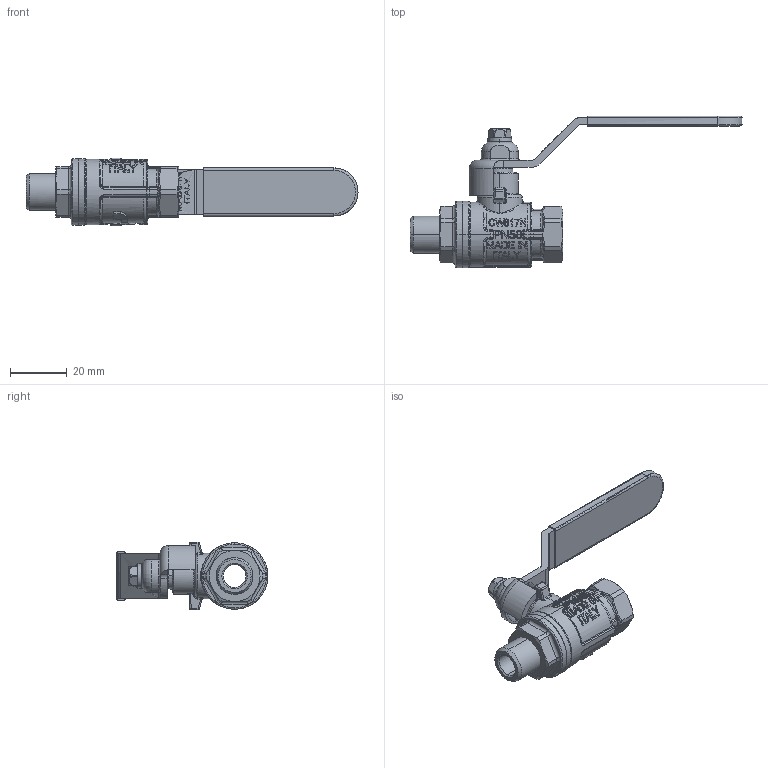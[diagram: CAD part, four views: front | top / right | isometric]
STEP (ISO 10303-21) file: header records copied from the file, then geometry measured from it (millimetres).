
FILE_DESCRIPTION (( 'STEP AP214' ), '1' );
FILE_NAME ('IT-VIENNA21702_R.STEP', '2018-09-24T08:38:17', ( '' ), ( '' ), 'SwSTEP 2.0', 'SolidWorks 2018', '' );
FILE_SCHEMA (( 'AUTOMOTIVE_DESIGN' ));
Length unit declared in the file: millimetre
Products named in the file (1): IT-VIENNA21702_R
Bounding box: 117.2 x 53.53 x 24 mm (x, y, z)
Surface area: 14270.2 mm2 (no closed solid volume)
Topology: 0 solids, 8 shells, 1082 faces, 2738 edges, 1722 vertices
Faces by surface type: plane 432, bspline 254, cylinder 226, torus 85, sphere 48, cone 37
Entity records: 49855 total; most frequent: CARTESIAN_POINT 30577, ORIENTED_EDGE 5360, EDGE_CURVE 2714, B_SPLINE_CURVE_WITH_KNOTS 2604, VERTEX_POINT 1718, DIRECTION 1648, EDGE_LOOP 1165, ADVANCED_FACE 1077
